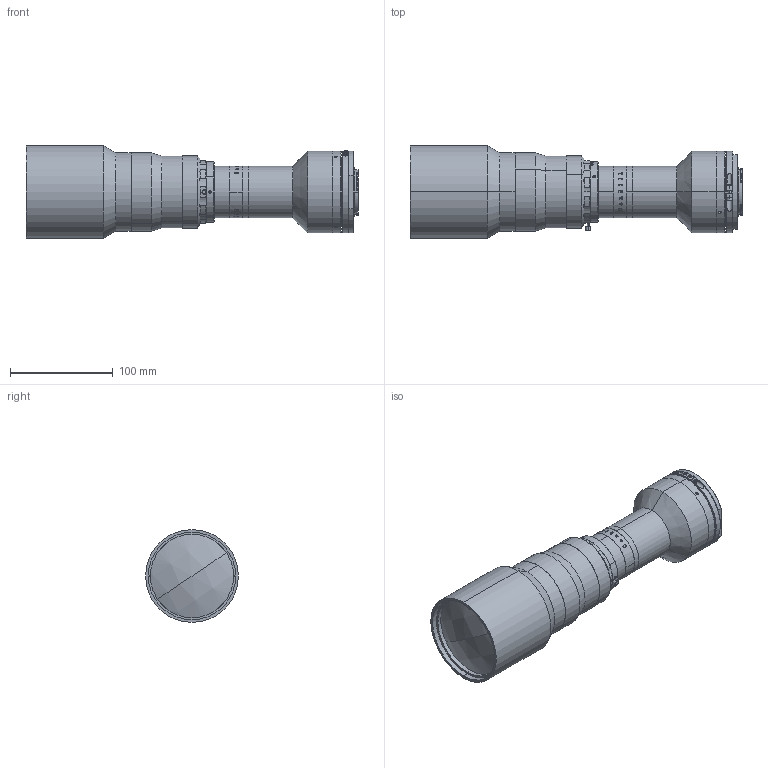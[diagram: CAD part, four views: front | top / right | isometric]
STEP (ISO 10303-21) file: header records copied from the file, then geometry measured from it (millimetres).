
FILE_DESCRIPTION (( 'STEP AP203' ), '1' );
FILE_NAME ('XF-PTL06538-F-VI.STEP', '2019-05-27T08:05:17', ( 'canrill005' ), ( '' ), 'SwSTEP 2.0', 'SolidWorks 2014', '' );
FILE_SCHEMA (( 'CONFIG_CONTROL_DESIGN' ));
Length unit declared in the file: millimetre
Products named in the file (2): XF-PTL06538-F-VI
Bounding box: 322.58 x 90 x 90 mm (x, y, z)
Surface area: 109611.9 mm2 (no closed solid volume)
Topology: 0 solids, 50 shells, 257 faces, 1336 edges, 1126 vertices
Faces by surface type: cylinder 126, plane 79, cone 34, torus 8, bspline 6, sphere 4
Entity records: 21538 total; most frequent: CARTESIAN_POINT 11510, DIRECTION 1918, ORIENTED_EDGE 1774, EDGE_CURVE 1334, VERTEX_POINT 1126, AXIS2_PLACEMENT_3D 749, CIRCLE 496, LINE 420
